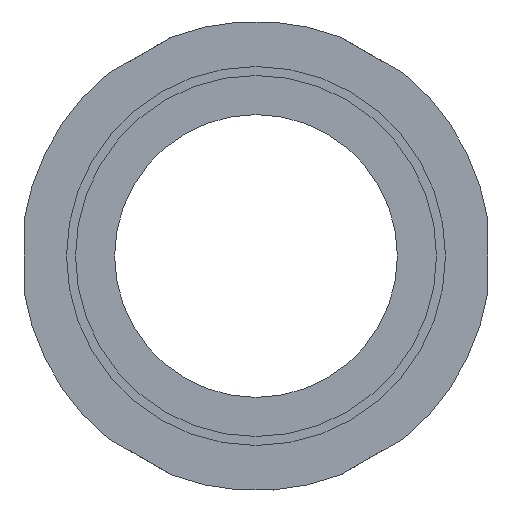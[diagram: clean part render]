
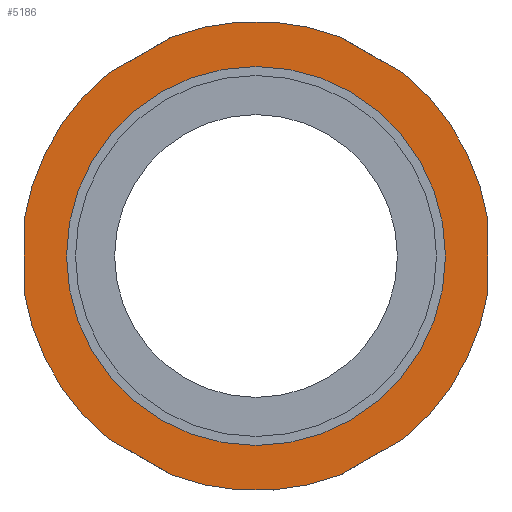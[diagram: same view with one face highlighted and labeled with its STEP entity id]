
A CAD part, front view. The second image highlights one B-rep face of the part: STEP entity #5186.
In plain terms, the highlighted planar face has unit normal (0, -1, 0).
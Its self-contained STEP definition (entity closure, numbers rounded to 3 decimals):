
#2737=DIRECTION('',(-0.866,0.,0.5));
#2738=VECTOR('',#2737,11.969);
#2739=CARTESIAN_POINT('',(-14.086,0.,-36.367));
#2740=LINE('',#2739,#2738);
#2744=CARTESIAN_POINT('',(0.,0.,0.));
#2745=DIRECTION('',(0.,1.,0.));
#2746=DIRECTION('',(-0.627,0.,-0.779));
#2747=AXIS2_PLACEMENT_3D('',#2744,#2745,#2746);
#2752=CARTESIAN_POINT('',(0.,0.,0.));
#2753=DIRECTION('',(0.,1.,0.));
#2754=DIRECTION('',(-0.988,0.,0.153));
#2755=AXIS2_PLACEMENT_3D('',#2752,#2753,#2754);
#2760=DIRECTION('',(0.866,0.,0.5));
#2761=VECTOR('',#2760,11.969);
#2762=CARTESIAN_POINT('',(-24.452,0.,30.383));
#2763=LINE('',#2762,#2761);
#2767=CARTESIAN_POINT('',(0.,0.,0.));
#2768=DIRECTION('',(0.,1.,0.));
#2769=DIRECTION('',(-0.361,0.,0.932));
#2770=AXIS2_PLACEMENT_3D('',#2767,#2768,#2769);
#2775=DIRECTION('',(0.866,0.,-0.5));
#2776=VECTOR('',#2775,11.969);
#2777=CARTESIAN_POINT('',(14.086,0.,36.367));
#2778=LINE('',#2777,#2776);
#2782=CARTESIAN_POINT('',(0.,0.,0.));
#2783=DIRECTION('',(0.,1.,0.));
#2784=DIRECTION('',(0.627,0.,0.779));
#2785=AXIS2_PLACEMENT_3D('',#2782,#2783,#2784);
#2790=CARTESIAN_POINT('',(0.,0.,0.));
#2791=DIRECTION('',(0.,1.,0.));
#2792=DIRECTION('',(0.988,0.,-0.153));
#2793=AXIS2_PLACEMENT_3D('',#2790,#2791,#2792);
#2798=DIRECTION('',(-0.866,0.,-0.5));
#2799=VECTOR('',#2798,11.969);
#2800=CARTESIAN_POINT('',(24.452,0.,-30.383));
#2801=LINE('',#2800,#2799);
#2805=CARTESIAN_POINT('',(0.,0.,0.));
#2806=DIRECTION('',(0.,1.,0.));
#2807=DIRECTION('',(0.361,0.,-0.932));
#2808=AXIS2_PLACEMENT_3D('',#2805,#2806,#2807);
#2813=CARTESIAN_POINT('',(0.,0.,0.));
#2814=DIRECTION('',(0.,-1.,0.));
#2815=DIRECTION('',(-1.,0.,0.));
#2816=AXIS2_PLACEMENT_3D('',#2813,#2814,#2815);
#2821=CARTESIAN_POINT('',(0.,0.,0.));
#2822=DIRECTION('',(0.,-1.,0.));
#2823=DIRECTION('',(1.,0.,0.));
#2824=AXIS2_PLACEMENT_3D('',#2821,#2822,#2823);
#2963=DIRECTION('',(0.,0.,1.));
#2964=VECTOR('',#2963,11.969);
#2965=CARTESIAN_POINT('',(38.538,0.,-5.984));
#2966=LINE('',#2965,#2964);
#3128=DIRECTION('',(0.,0.,-1.));
#3129=VECTOR('',#3128,11.969);
#3130=CARTESIAN_POINT('',(-38.538,0.,5.984));
#3131=LINE('',#3130,#3129);
#4814=CARTESIAN_POINT('',(-31.5,0.,0.));
#4815=CARTESIAN_POINT('',(31.5,0.,0.));
#4816=VERTEX_POINT('',#4814);
#4817=VERTEX_POINT('',#4815);
#4822=CARTESIAN_POINT('',(-14.086,0.,-36.367));
#4823=CARTESIAN_POINT('',(-24.452,0.,-30.383));
#4824=VERTEX_POINT('',#4822);
#4825=VERTEX_POINT('',#4823);
#4826=CARTESIAN_POINT('',(-38.538,0.,-5.984));
#4827=VERTEX_POINT('',#4826);
#4828=CARTESIAN_POINT('',(-38.538,0.,5.984));
#4829=VERTEX_POINT('',#4828);
#4830=CARTESIAN_POINT('',(-24.452,0.,30.383));
#4831=VERTEX_POINT('',#4830);
#4832=CARTESIAN_POINT('',(-14.086,0.,36.367));
#4833=VERTEX_POINT('',#4832);
#4834=CARTESIAN_POINT('',(14.086,0.,36.367));
#4835=VERTEX_POINT('',#4834);
#4836=CARTESIAN_POINT('',(24.452,0.,30.383));
#4837=VERTEX_POINT('',#4836);
#4838=CARTESIAN_POINT('',(38.538,0.,5.984));
#4839=VERTEX_POINT('',#4838);
#4840=CARTESIAN_POINT('',(38.538,0.,-5.984));
#4841=VERTEX_POINT('',#4840);
#4842=CARTESIAN_POINT('',(24.452,0.,-30.383));
#4843=VERTEX_POINT('',#4842);
#4844=CARTESIAN_POINT('',(14.086,0.,-36.367));
#4845=VERTEX_POINT('',#4844);
#5150=CARTESIAN_POINT('',(0.,0.,0.));
#5151=DIRECTION('',(0.,-1.,0.));
#5152=DIRECTION('',(-1.,0.,0.));
#5153=AXIS2_PLACEMENT_3D('',#5150,#5151,#5152);
#5154=PLANE('',#5153);
#5156=ORIENTED_EDGE('',*,*,#5155,.T.);
#5158=ORIENTED_EDGE('',*,*,#5157,.T.);
#5160=ORIENTED_EDGE('',*,*,#5159,.F.);
#5162=ORIENTED_EDGE('',*,*,#5161,.T.);
#5164=ORIENTED_EDGE('',*,*,#5163,.T.);
#5166=ORIENTED_EDGE('',*,*,#5165,.T.);
#5168=ORIENTED_EDGE('',*,*,#5167,.T.);
#5170=ORIENTED_EDGE('',*,*,#5169,.T.);
#5172=ORIENTED_EDGE('',*,*,#5171,.F.);
#5174=ORIENTED_EDGE('',*,*,#5173,.T.);
#5176=ORIENTED_EDGE('',*,*,#5175,.T.);
#5178=ORIENTED_EDGE('',*,*,#5177,.T.);
#5179=EDGE_LOOP('',(#5156,#5158,#5160,#5162,#5164,#5166,#5168,#5170,#5172,#5174,
#5176,#5178));
#5180=FACE_OUTER_BOUND('',#5179,.F.);
#5181=ORIENTED_EDGE('',*,*,#5132,.T.);
#5183=ORIENTED_EDGE('',*,*,#5182,.T.);
#5184=EDGE_LOOP('',(#5181,#5183));
#5185=FACE_BOUND('',#5184,.F.);
#2748=CIRCLE('',#2747,39.);
#2756=CIRCLE('',#2755,39.);
#2771=CIRCLE('',#2770,39.);
#2786=CIRCLE('',#2785,39.);
#2794=CIRCLE('',#2793,39.);
#2809=CIRCLE('',#2808,39.);
#2817=CIRCLE('',#2816,31.5);
#2825=CIRCLE('',#2824,31.5);
#5132=EDGE_CURVE('',#4816,#4817,#2817,.T.);
#5155=EDGE_CURVE('',#4824,#4825,#2740,.T.);
#5157=EDGE_CURVE('',#4825,#4827,#2748,.T.);
#5159=EDGE_CURVE('',#4829,#4827,#3131,.T.);
#5161=EDGE_CURVE('',#4829,#4831,#2756,.T.);
#5163=EDGE_CURVE('',#4831,#4833,#2763,.T.);
#5165=EDGE_CURVE('',#4833,#4835,#2771,.T.);
#5167=EDGE_CURVE('',#4835,#4837,#2778,.T.);
#5169=EDGE_CURVE('',#4837,#4839,#2786,.T.);
#5171=EDGE_CURVE('',#4841,#4839,#2966,.T.);
#5173=EDGE_CURVE('',#4841,#4843,#2794,.T.);
#5175=EDGE_CURVE('',#4843,#4845,#2801,.T.);
#5177=EDGE_CURVE('',#4845,#4824,#2809,.T.);
#5182=EDGE_CURVE('',#4817,#4816,#2825,.T.);
#5186=ADVANCED_FACE('',(#5180,#5185),#5154,.T.);
